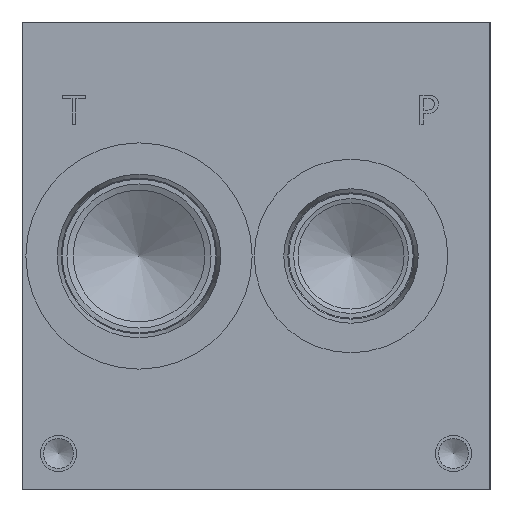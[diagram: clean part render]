
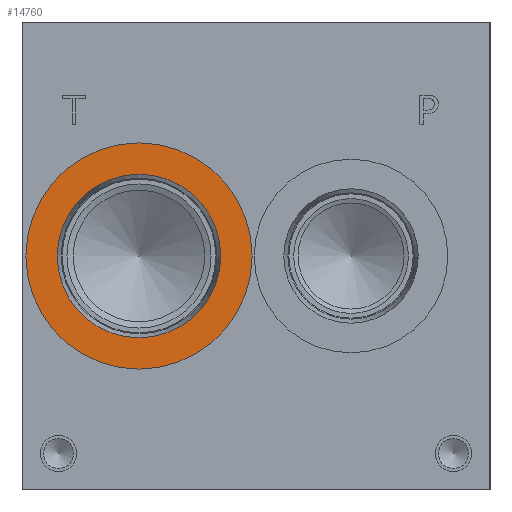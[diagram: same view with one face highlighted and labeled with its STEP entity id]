
A CAD part, left-side view. The second image highlights one B-rep face of the part: STEP entity #14760.
In plain terms, the highlighted planar face has unit normal (-1, 0, 0).
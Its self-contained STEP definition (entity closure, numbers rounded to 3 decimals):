
#344=CIRCLE('',#15530,24.562);
#345=CIRCLE('',#15531,24.562);
#346=CIRCLE('',#15533,17.755);
#347=CIRCLE('',#15534,17.755);
#1153=FACE_BOUND('',#2700,.T.);
#1849=FACE_OUTER_BOUND('',#2699,.T.);
#2699=EDGE_LOOP('',(#12570,#12571));
#2700=EDGE_LOOP('',(#12572,#12573));
#6754=VERTEX_POINT('',#25087);
#6755=VERTEX_POINT('',#25089);
#6756=VERTEX_POINT('',#25093);
#6757=VERTEX_POINT('',#25094);
#8750=EDGE_CURVE('',#6754,#6755,#344,.T.);
#8751=EDGE_CURVE('',#6755,#6754,#345,.T.);
#8752=EDGE_CURVE('',#6756,#6757,#346,.T.);
#8753=EDGE_CURVE('',#6757,#6756,#347,.T.);
#12570=ORIENTED_EDGE('',*,*,#8751,.F.);
#12571=ORIENTED_EDGE('',*,*,#8750,.F.);
#12572=ORIENTED_EDGE('',*,*,#8752,.T.);
#12573=ORIENTED_EDGE('',*,*,#8753,.T.);
#13528=PLANE('',#15532);
#14760=ADVANCED_FACE('',(#1849,#1153),#13528,.F.);
#15530=AXIS2_PLACEMENT_3D('',#25090,#18369,#18370);
#15531=AXIS2_PLACEMENT_3D('',#25091,#18371,#18372);
#15532=AXIS2_PLACEMENT_3D('',#25092,#18373,#18374);
#15533=AXIS2_PLACEMENT_3D('',#25095,#18375,#18376);
#15534=AXIS2_PLACEMENT_3D('',#25096,#18377,#18378);
#18369=DIRECTION('center_axis',(1.,0.,0.));
#18370=DIRECTION('ref_axis',(0.,0.,-1.));
#18371=DIRECTION('center_axis',(1.,0.,0.));
#18372=DIRECTION('ref_axis',(0.,0.,-1.));
#18373=DIRECTION('center_axis',(1.,0.,0.));
#18374=DIRECTION('ref_axis',(0.,0.,-1.));
#18375=DIRECTION('center_axis',(1.,0.,0.));
#18376=DIRECTION('ref_axis',(0.,0.,-1.));
#18377=DIRECTION('center_axis',(1.,0.,0.));
#18378=DIRECTION('ref_axis',(0.,0.,-1.));
#25087=CARTESIAN_POINT('',(0.787,76.2,26.238));
#25089=CARTESIAN_POINT('',(0.787,76.2,75.362));
#25090=CARTESIAN_POINT('Origin',(0.787,76.2,50.8));
#25091=CARTESIAN_POINT('Origin',(0.787,76.2,50.8));
#25092=CARTESIAN_POINT('Origin',(0.787,76.2,68.555));
#25093=CARTESIAN_POINT('',(0.787,76.2,68.555));
#25094=CARTESIAN_POINT('',(0.787,76.2,33.045));
#25095=CARTESIAN_POINT('Origin',(0.787,76.2,50.8));
#25096=CARTESIAN_POINT('Origin',(0.787,76.2,50.8));
